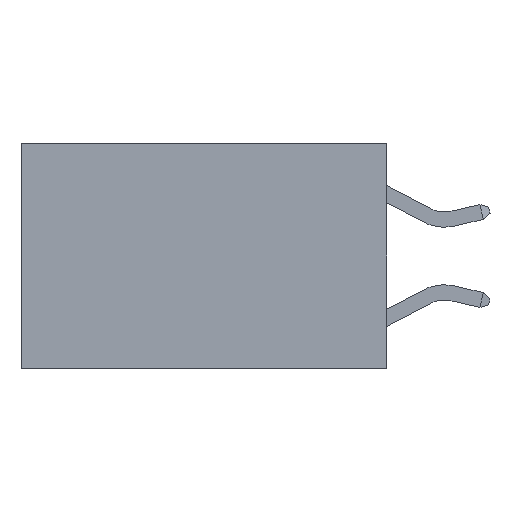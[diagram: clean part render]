
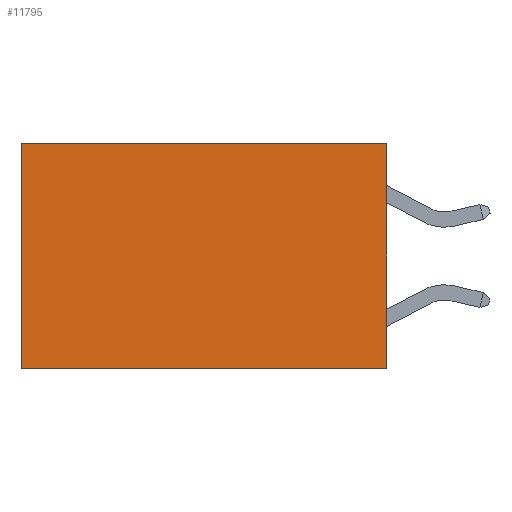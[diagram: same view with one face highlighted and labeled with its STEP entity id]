
A CAD part, left-side view. The second image highlights one B-rep face of the part: STEP entity #11795.
In plain terms, the highlighted planar face has unit normal (-1, 0, 0).
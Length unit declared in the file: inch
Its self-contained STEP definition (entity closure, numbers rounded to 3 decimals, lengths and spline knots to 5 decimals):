
#198 = DIRECTION ( 'NONE',  ( 0., 0., -1. ) ) ;
#282 = DIRECTION ( 'NONE',  ( 1., 0., 0. ) ) ;
#333 = EDGE_CURVE ( 'NONE', #7853, #7789, #3971, .T. ) ;
#374 = AXIS2_PLACEMENT_3D ( 'NONE', #5269, #282, #2051 ) ;
#473 = LINE ( 'NONE', #10182, #7780 ) ;
#1104 = DIRECTION ( 'NONE',  ( 0., 1., 0. ) ) ;
#1649 = CARTESIAN_POINT ( 'NONE',  ( 0.2625, 0.6, -0.37 ) ) ;
#1872 = CARTESIAN_POINT ( 'NONE',  ( 0.2625, 0., 0. ) ) ;
#2051 = DIRECTION ( 'NONE',  ( 0., 0., -1. ) ) ;
#2156 = ORIENTED_EDGE ( 'NONE', *, *, #9476, .F. ) ;
#2181 = VERTEX_POINT ( 'NONE', #8238 ) ;
#2308 = DIRECTION ( 'NONE',  ( 0., 0., -1. ) ) ;
#2341 = EDGE_LOOP ( 'NONE', ( #2585, #2156, #9277, #11016 ) ) ;
#2585 = ORIENTED_EDGE ( 'NONE', *, *, #5156, .T. ) ;
#3088 = CARTESIAN_POINT ( 'NONE',  ( 0.2625, 0., -0.37 ) ) ;
#3971 = LINE ( 'NONE', #1872, #10973 ) ;
#5156 = EDGE_CURVE ( 'NONE', #7789, #10583, #473, .T. ) ;
#5269 = CARTESIAN_POINT ( 'NONE',  ( 0.2625, 0., 0. ) ) ;
#6197 = PLANE ( 'NONE',  #374 ) ;
#7070 = VECTOR ( 'NONE', #198, 39.37008 ) ;
#7780 = VECTOR ( 'NONE', #2308, 39.37008 ) ;
#7789 = VERTEX_POINT ( 'NONE', #9394 ) ;
#7853 = VERTEX_POINT ( 'NONE', #10867 ) ;
#8238 = CARTESIAN_POINT ( 'NONE',  ( 0.2625, 0., -0.37 ) ) ;
#9000 = CARTESIAN_POINT ( 'NONE',  ( 0.2625, 0., 0. ) ) ;
#9277 = ORIENTED_EDGE ( 'NONE', *, *, #12492, .F. ) ;
#9350 = DIRECTION ( 'NONE',  ( 0., 1., 0. ) ) ;
#9394 = CARTESIAN_POINT ( 'NONE',  ( 0.2625, 0.6, 0. ) ) ;
#9476 = EDGE_CURVE ( 'NONE', #2181, #10583, #10026, .T. ) ;
#10026 = LINE ( 'NONE', #3088, #10295 ) ;
#10063 = FACE_OUTER_BOUND ( 'NONE', #2341, .T. ) ;
#10182 = CARTESIAN_POINT ( 'NONE',  ( 0.2625, 0.6, 0. ) ) ;
#10295 = VECTOR ( 'NONE', #1104, 39.37008 ) ;
#10583 = VERTEX_POINT ( 'NONE', #1649 ) ;
#10867 = CARTESIAN_POINT ( 'NONE',  ( 0.2625, 0., 0. ) ) ;
#10973 = VECTOR ( 'NONE', #9350, 39.37008 ) ;
#11016 = ORIENTED_EDGE ( 'NONE', *, *, #333, .T. ) ;
#11238 = LINE ( 'NONE', #9000, #7070 ) ;
#11795 = ADVANCED_FACE ( 'NONE', ( #10063 ), #6197, .F. ) ;
#12492 = EDGE_CURVE ( 'NONE', #7853, #2181, #11238, .T. ) ;
